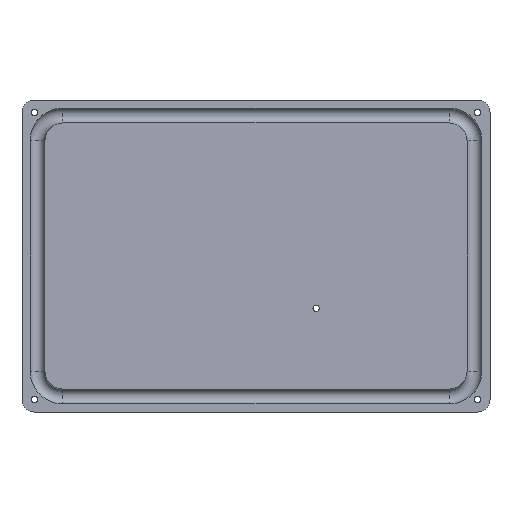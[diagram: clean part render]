
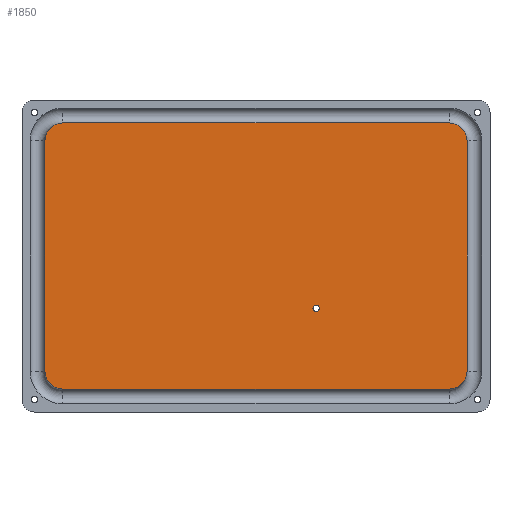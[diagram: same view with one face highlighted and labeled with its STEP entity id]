
A CAD part, front view. The second image highlights one B-rep face of the part: STEP entity #1850.
In plain terms, the highlighted planar face has unit normal (0, -1, 0).
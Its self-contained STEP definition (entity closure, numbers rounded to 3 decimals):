
#25=FACE_BOUND('',#311,.T.);
#102=PLANE('',#2058);
#198=FACE_OUTER_BOUND('',#310,.T.);
#310=EDGE_LOOP('',(#1603,#1604,#1605,#1606,#1607,#1608,#1609,#1610));
#311=EDGE_LOOP('',(#1611));
#452=LINE('',#3344,#594);
#454=LINE('',#3356,#596);
#456=LINE('',#3369,#598);
#458=LINE('',#3378,#600);
#594=VECTOR('',#2528,10.);
#596=VECTOR('',#2542,10.);
#598=VECTOR('',#2558,10.);
#600=VECTOR('',#2570,10.);
#622=CIRCLE('',#1881,1.);
#697=CIRCLE('',#2037,5.634);
#701=CIRCLE('',#2043,5.634);
#705=CIRCLE('',#2049,5.634);
#710=CIRCLE('',#2056,5.634);
#728=VERTEX_POINT('',#2657);
#861=VERTEX_POINT('',#3335);
#862=VERTEX_POINT('',#3337);
#864=VERTEX_POINT('',#3343);
#866=VERTEX_POINT('',#3349);
#868=VERTEX_POINT('',#3355);
#870=VERTEX_POINT('',#3361);
#872=VERTEX_POINT('',#3367);
#874=VERTEX_POINT('',#3373);
#901=EDGE_CURVE('',#728,#728,#622,.T.);
#1111=EDGE_CURVE('',#862,#861,#697,.T.);
#1114=EDGE_CURVE('',#864,#862,#452,.T.);
#1117=EDGE_CURVE('',#866,#864,#701,.T.);
#1120=EDGE_CURVE('',#868,#866,#454,.T.);
#1123=EDGE_CURVE('',#870,#868,#705,.T.);
#1127=EDGE_CURVE('',#861,#872,#456,.T.);
#1130=EDGE_CURVE('',#872,#874,#710,.T.);
#1132=EDGE_CURVE('',#874,#870,#458,.T.);
#1603=ORIENTED_EDGE('',*,*,#1123,.T.);
#1604=ORIENTED_EDGE('',*,*,#1120,.T.);
#1605=ORIENTED_EDGE('',*,*,#1117,.T.);
#1606=ORIENTED_EDGE('',*,*,#1114,.T.);
#1607=ORIENTED_EDGE('',*,*,#1111,.T.);
#1608=ORIENTED_EDGE('',*,*,#1127,.T.);
#1609=ORIENTED_EDGE('',*,*,#1130,.T.);
#1610=ORIENTED_EDGE('',*,*,#1132,.T.);
#1611=ORIENTED_EDGE('',*,*,#901,.T.);
#1850=ADVANCED_FACE('',(#198,#25),#102,.F.);
#1881=AXIS2_PLACEMENT_3D('',#2659,#2096,#2097);
#2037=AXIS2_PLACEMENT_3D('',#3338,#2521,#2522);
#2043=AXIS2_PLACEMENT_3D('',#3350,#2535,#2536);
#2049=AXIS2_PLACEMENT_3D('',#3362,#2549,#2550);
#2056=AXIS2_PLACEMENT_3D('',#3375,#2565,#2566);
#2058=AXIS2_PLACEMENT_3D('',#3379,#2571,#2572);
#2096=DIRECTION('center_axis',(0.,1.,0.));
#2097=DIRECTION('ref_axis',(-1.,0.,0.));
#2521=DIRECTION('center_axis',(0.,-1.,0.));
#2522=DIRECTION('ref_axis',(0.,0.,1.));
#2528=DIRECTION('',(0.,0.,-1.));
#2535=DIRECTION('center_axis',(0.,-1.,0.));
#2536=DIRECTION('ref_axis',(0.,0.,1.));
#2542=DIRECTION('',(-1.,0.,0.));
#2549=DIRECTION('center_axis',(0.,-1.,0.));
#2550=DIRECTION('ref_axis',(0.,0.,1.));
#2558=DIRECTION('',(1.,0.,0.));
#2565=DIRECTION('center_axis',(0.,-1.,0.));
#2566=DIRECTION('ref_axis',(0.,0.,1.));
#2570=DIRECTION('',(0.,0.,1.));
#2571=DIRECTION('center_axis',(0.,1.,0.));
#2572=DIRECTION('ref_axis',(1.,0.,0.));
#2657=CARTESIAN_POINT('',(20.267,0.,-16.767));
#2659=CARTESIAN_POINT('Origin',(19.267,0.,-16.767));
#3335=CARTESIAN_POINT('',(-62.,0.,-42.634));
#3337=CARTESIAN_POINT('',(-67.634,0.,-37.));
#3338=CARTESIAN_POINT('Origin',(-62.,0.,-37.));
#3343=CARTESIAN_POINT('',(-67.634,0.,37.));
#3344=CARTESIAN_POINT('',(-67.634,0.,-37.));
#3349=CARTESIAN_POINT('',(-62.,0.,42.634));
#3350=CARTESIAN_POINT('Origin',(-62.,0.,37.));
#3355=CARTESIAN_POINT('',(62.,0.,42.634));
#3356=CARTESIAN_POINT('',(-62.,0.,42.634));
#3361=CARTESIAN_POINT('',(67.634,0.,37.));
#3362=CARTESIAN_POINT('Origin',(62.,0.,37.));
#3367=CARTESIAN_POINT('',(62.,0.,-42.634));
#3369=CARTESIAN_POINT('',(62.,0.,-42.634));
#3373=CARTESIAN_POINT('',(67.634,0.,-37.));
#3375=CARTESIAN_POINT('Origin',(62.,0.,-37.));
#3378=CARTESIAN_POINT('',(67.634,0.,-7.627));
#3379=CARTESIAN_POINT('Origin',(0.,0.,0.));
